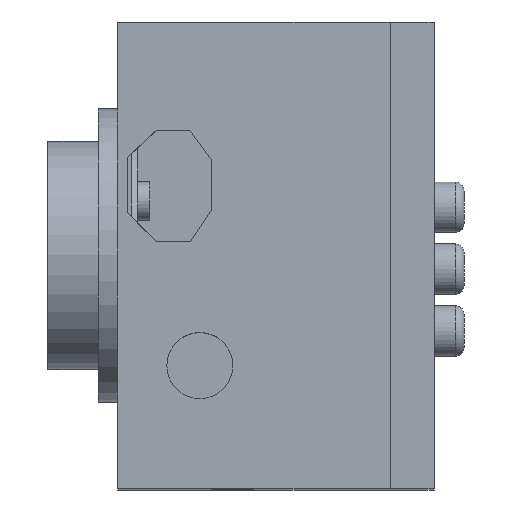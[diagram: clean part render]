
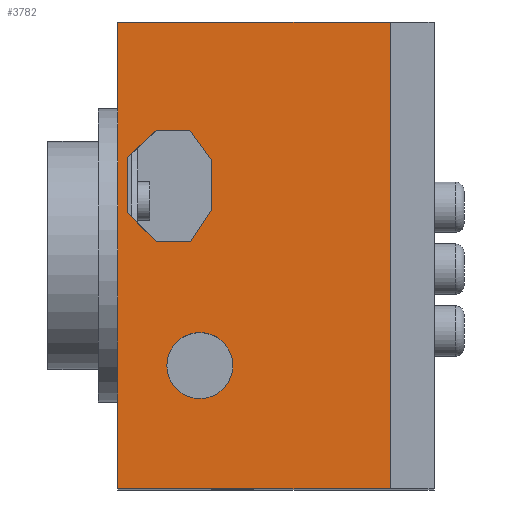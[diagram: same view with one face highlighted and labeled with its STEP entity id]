
A CAD part, top view. The second image highlights one B-rep face of the part: STEP entity #3782.
In plain terms, the highlighted planar face has unit normal (0, 0, 1).
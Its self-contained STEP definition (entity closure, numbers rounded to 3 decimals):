
#252=FACE_BOUND('',#666,.T.);
#253=FACE_BOUND('',#667,.T.);
#338=PLANE('',#4043);
#429=FACE_OUTER_BOUND('',#665,.T.);
#665=EDGE_LOOP('',(#2641,#2642,#2643,#2644));
#666=EDGE_LOOP('',(#2645));
#667=EDGE_LOOP('',(#2646,#2647,#2648,#2649,#2650,#2651,#2652,#2653));
#913=LINE('',#5253,#1163);
#916=LINE('',#5259,#1166);
#919=LINE('',#5265,#1169);
#922=LINE('',#5271,#1172);
#925=LINE('',#5277,#1175);
#928=LINE('',#5282,#1178);
#930=LINE('',#5286,#1180);
#932=LINE('',#5289,#1182);
#966=LINE('',#5376,#1216);
#980=LINE('',#5444,#1230);
#981=LINE('',#5447,#1231);
#982=LINE('',#5448,#1232);
#1163=VECTOR('',#4327,10.);
#1166=VECTOR('',#4332,10.);
#1169=VECTOR('',#4337,10.);
#1172=VECTOR('',#4342,10.);
#1175=VECTOR('',#4347,10.);
#1178=VECTOR('',#4352,10.);
#1180=VECTOR('',#4356,10.);
#1182=VECTOR('',#4360,10.);
#1216=VECTOR('',#4444,10.);
#1230=VECTOR('',#4524,10.);
#1231=VECTOR('',#4527,10.);
#1232=VECTOR('',#4528,10.);
#1406=CIRCLE('',#3974,5.5);
#1524=VERTEX_POINT('',#5232);
#1532=VERTEX_POINT('',#5250);
#1533=VERTEX_POINT('',#5252);
#1535=VERTEX_POINT('',#5258);
#1537=VERTEX_POINT('',#5264);
#1539=VERTEX_POINT('',#5270);
#1541=VERTEX_POINT('',#5276);
#1542=VERTEX_POINT('',#5281);
#1543=VERTEX_POINT('',#5285);
#1568=VERTEX_POINT('',#5369);
#1571=VERTEX_POINT('',#5374);
#1592=VERTEX_POINT('',#5442);
#1593=VERTEX_POINT('',#5446);
#1902=EDGE_CURVE('',#1524,#1524,#1406,.T.);
#1911=EDGE_CURVE('',#1533,#1532,#913,.T.);
#1914=EDGE_CURVE('',#1535,#1533,#916,.T.);
#1917=EDGE_CURVE('',#1537,#1535,#919,.T.);
#1920=EDGE_CURVE('',#1539,#1537,#922,.T.);
#1923=EDGE_CURVE('',#1541,#1539,#925,.T.);
#1926=EDGE_CURVE('',#1542,#1541,#928,.T.);
#1928=EDGE_CURVE('',#1543,#1542,#930,.T.);
#1930=EDGE_CURVE('',#1532,#1543,#932,.T.);
#1972=EDGE_CURVE('',#1571,#1568,#966,.T.);
#2004=EDGE_CURVE('',#1592,#1571,#980,.T.);
#2005=EDGE_CURVE('',#1593,#1592,#981,.T.);
#2006=EDGE_CURVE('',#1568,#1593,#982,.T.);
#2641=ORIENTED_EDGE('',*,*,#2004,.F.);
#2642=ORIENTED_EDGE('',*,*,#2005,.F.);
#2643=ORIENTED_EDGE('',*,*,#2006,.F.);
#2644=ORIENTED_EDGE('',*,*,#1972,.F.);
#2645=ORIENTED_EDGE('',*,*,#1902,.T.);
#2646=ORIENTED_EDGE('',*,*,#1911,.T.);
#2647=ORIENTED_EDGE('',*,*,#1930,.T.);
#2648=ORIENTED_EDGE('',*,*,#1928,.T.);
#2649=ORIENTED_EDGE('',*,*,#1926,.T.);
#2650=ORIENTED_EDGE('',*,*,#1923,.T.);
#2651=ORIENTED_EDGE('',*,*,#1920,.T.);
#2652=ORIENTED_EDGE('',*,*,#1917,.T.);
#2653=ORIENTED_EDGE('',*,*,#1914,.T.);
#3782=ADVANCED_FACE('',(#429,#252,#253),#338,.T.);
#3974=AXIS2_PLACEMENT_3D('',#5233,#4312,#4313);
#4043=AXIS2_PLACEMENT_3D('',#5445,#4525,#4526);
#4312=DIRECTION('center_axis',(0.,0.,-1.));
#4313=DIRECTION('ref_axis',(-1.,0.,0.));
#4327=DIRECTION('',(-1.,0.,0.));
#4332=DIRECTION('',(-0.555,-0.832,0.));
#4337=DIRECTION('',(0.,-1.,0.));
#4342=DIRECTION('',(0.581,-0.814,0.));
#4347=DIRECTION('',(1.,0.,0.));
#4352=DIRECTION('',(0.731,0.682,0.));
#4356=DIRECTION('',(0.,1.,0.));
#4360=DIRECTION('',(-0.707,0.707,0.));
#4444=DIRECTION('',(0.,-1.,0.));
#4524=DIRECTION('',(1.,0.,0.));
#4525=DIRECTION('center_axis',(0.,0.,1.));
#4526=DIRECTION('ref_axis',(0.,1.,0.));
#4527=DIRECTION('',(0.,1.,0.));
#4528=DIRECTION('',(-1.,0.,0.));
#5232=CARTESIAN_POINT('',(13.8,-18.35,42.398));
#5233=CARTESIAN_POINT('Origin',(8.3,-18.35,42.398));
#5250=CARTESIAN_POINT('',(1.022,2.35,42.398));
#5252=CARTESIAN_POINT('',(6.744,2.35,42.398));
#5253=CARTESIAN_POINT('',(1.872,2.35,42.398));
#5258=CARTESIAN_POINT('',(10.3,7.685,42.398));
#5259=CARTESIAN_POINT('',(-2.485,-11.492,42.398));
#5264=CARTESIAN_POINT('',(10.3,15.713,42.398));
#5265=CARTESIAN_POINT('',(10.3,-11.568,42.398));
#5270=CARTESIAN_POINT('',(6.63,20.85,42.398));
#5271=CARTESIAN_POINT('',(19.121,3.362,42.398));
#5276=CARTESIAN_POINT('',(1.132,20.85,42.398));
#5277=CARTESIAN_POINT('',(-0.934,20.85,42.398));
#5281=CARTESIAN_POINT('',(-3.7,16.34,42.398));
#5282=CARTESIAN_POINT('',(-17.277,3.668,42.398));
#5285=CARTESIAN_POINT('',(-3.7,7.072,42.398));
#5286=CARTESIAN_POINT('',(-3.7,-15.888,42.398));
#5289=CARTESIAN_POINT('',(10.316,-6.944,42.398));
#5369=CARTESIAN_POINT('',(40.,-38.848,42.398));
#5374=CARTESIAN_POINT('',(40.,38.848,42.398));
#5376=CARTESIAN_POINT('',(40.,38.848,42.398));
#5442=CARTESIAN_POINT('',(-5.4,38.848,42.398));
#5444=CARTESIAN_POINT('',(0.,38.848,42.398));
#5445=CARTESIAN_POINT('Origin',(-3.,-38.848,42.398));
#5446=CARTESIAN_POINT('',(-5.4,-38.848,42.398));
#5447=CARTESIAN_POINT('',(-5.4,38.848,42.398));
#5448=CARTESIAN_POINT('',(-3.,-38.848,42.398));
